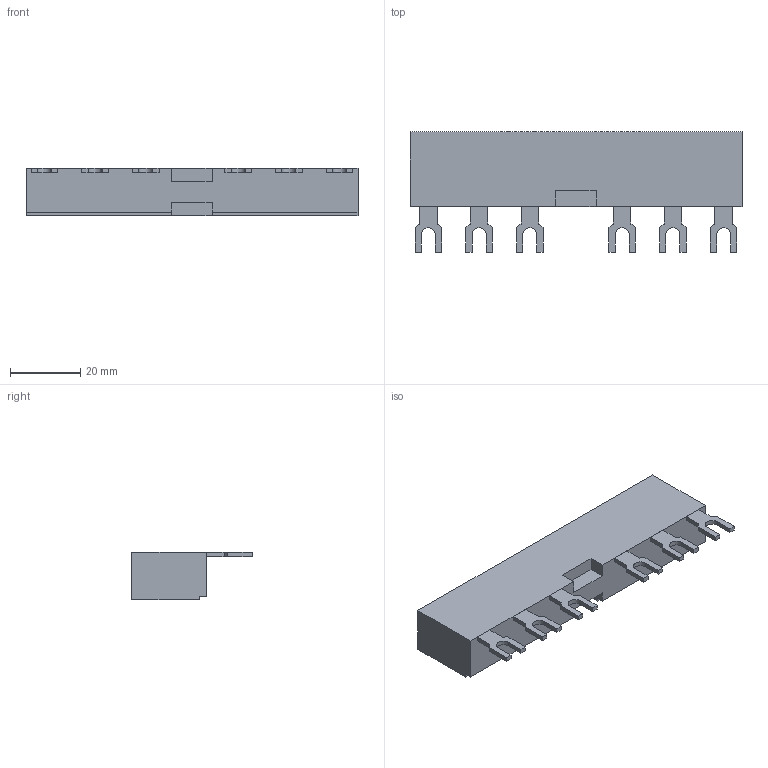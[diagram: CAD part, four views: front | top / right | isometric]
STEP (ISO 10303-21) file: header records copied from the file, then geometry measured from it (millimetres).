
FILE_DESCRIPTION(('STEP AP214'),'1');
FILE_NAME('cctmp_7A048A5F-13ED-46C8-B149-CB5E1D917440_2023_08_14_21_03_34_0557..stp','2023-08-14T19:03:34',('SIEMENS A&D'),('CADClick - www.CADClick.com'),'Spatial InterOp 3D postprocessed',' ','unknown authorization');
FILE_SCHEMA(('AUTOMOTIVE_DESIGN'));
Length unit declared in the file: millimetre
Products named in the file (1): 2023_08_14_21_03_34_0552
Bounding box: 94.2 x 34.2 x 13.5 mm (x, y, z)
Volume: 26849.6 mm3; surface area: 8187.4 mm2
Topology: 1 solids, 1 shells, 96 faces, 264 edges, 176 vertices
Faces by surface type: plane 90, cylinder 6
Entity records: 5077 total; most frequent: STYLED_ITEM 537, PRESENTATION_STYLE_ASSIGNMENT 537, CARTESIAN_POINT 537, ORIENTED_EDGE 528, DIRECTION 470, EDGE_CURVE 264, CURVE_STYLE 264, DRAUGHTING_PRE_DEFINED_CURVE_FONT 264
